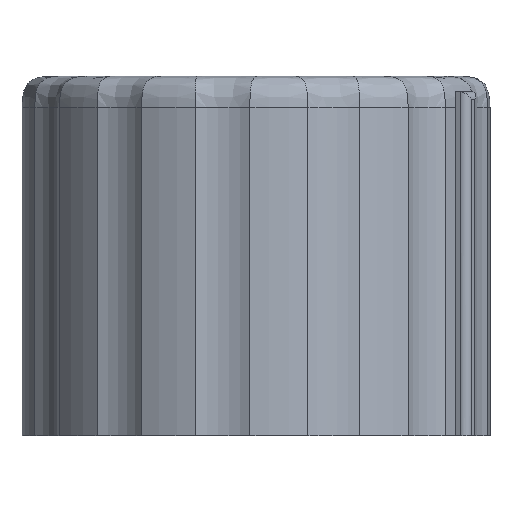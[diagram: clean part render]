
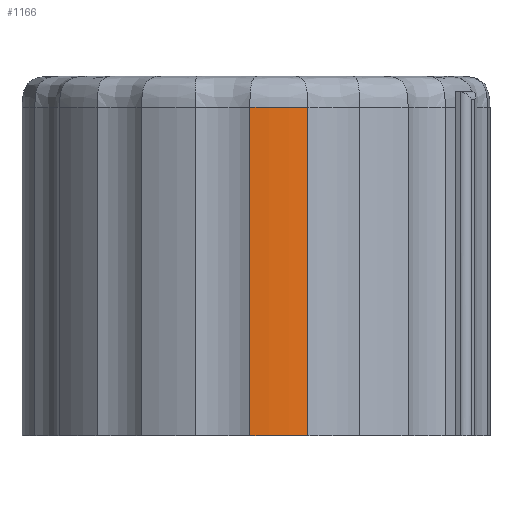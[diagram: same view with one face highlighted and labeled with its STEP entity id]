
A CAD part, left-side view. The second image highlights one B-rep face of the part: STEP entity #1166.
In plain terms, the highlighted cylindrical face has radius 15 mm (diameter 30 mm), a partial arc.
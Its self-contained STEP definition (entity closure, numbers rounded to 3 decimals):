
#124=FACE_OUTER_BOUND('',#195,.T.);
#195=EDGE_LOOP('',(#780,#781,#782,#783));
#270=LINE('',#1744,#315);
#271=LINE('',#1750,#316);
#315=VECTOR('',#1433,10.);
#316=VECTOR('',#1440,10.);
#367=CIRCLE('',#1269,15.);
#368=CIRCLE('',#1270,15.);
#455=VERTEX_POINT('',#1740);
#456=VERTEX_POINT('',#1742);
#457=VERTEX_POINT('',#1746);
#458=VERTEX_POINT('',#1748);
#586=EDGE_CURVE('',#455,#456,#270,.T.);
#587=EDGE_CURVE('',#455,#457,#367,.T.);
#588=EDGE_CURVE('',#458,#456,#368,.T.);
#589=EDGE_CURVE('',#457,#458,#271,.T.);
#780=ORIENTED_EDGE('',*,*,#587,.F.);
#781=ORIENTED_EDGE('',*,*,#586,.T.);
#782=ORIENTED_EDGE('',*,*,#588,.F.);
#783=ORIENTED_EDGE('',*,*,#589,.F.);
#1133=CYLINDRICAL_SURFACE('',#1268,15.);
#1166=ADVANCED_FACE('',(#124),#1133,.T.);
#1268=AXIS2_PLACEMENT_3D('',#1745,#1434,#1435);
#1269=AXIS2_PLACEMENT_3D('',#1747,#1436,#1437);
#1270=AXIS2_PLACEMENT_3D('',#1749,#1438,#1439);
#1433=DIRECTION('',(0.,0.,1.));
#1434=DIRECTION('center_axis',(0.,0.,1.));
#1435=DIRECTION('ref_axis',(-0.995,-0.101,0.));
#1436=DIRECTION('center_axis',(0.,0.,-1.));
#1437=DIRECTION('ref_axis',(1.,0.,0.));
#1438=DIRECTION('center_axis',(0.,0.,1.));
#1439=DIRECTION('ref_axis',(1.,0.,0.));
#1440=DIRECTION('',(0.,0.,1.));
#1740=CARTESIAN_POINT('',(13.379,24.649,4.));
#1742=CARTESIAN_POINT('',(13.379,24.649,25.));
#1744=CARTESIAN_POINT('',(13.379,24.649,4.));
#1745=CARTESIAN_POINT('Origin',(28.,28.,4.));
#1746=CARTESIAN_POINT('',(13.004,28.359,4.));
#1747=CARTESIAN_POINT('Origin',(28.,28.,4.));
#1748=CARTESIAN_POINT('',(13.004,28.359,25.));
#1749=CARTESIAN_POINT('Origin',(28.,28.,25.));
#1750=CARTESIAN_POINT('',(13.004,28.359,4.));
